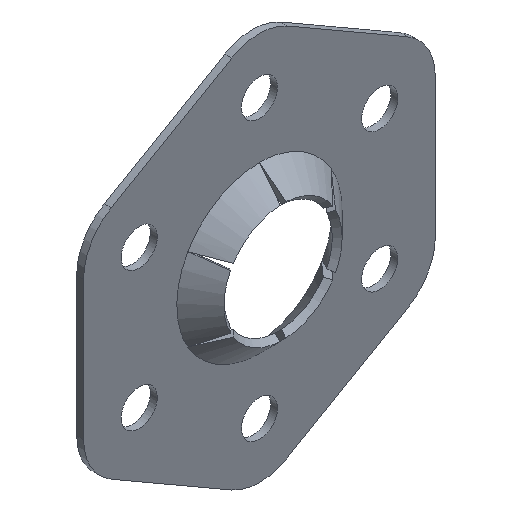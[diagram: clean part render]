
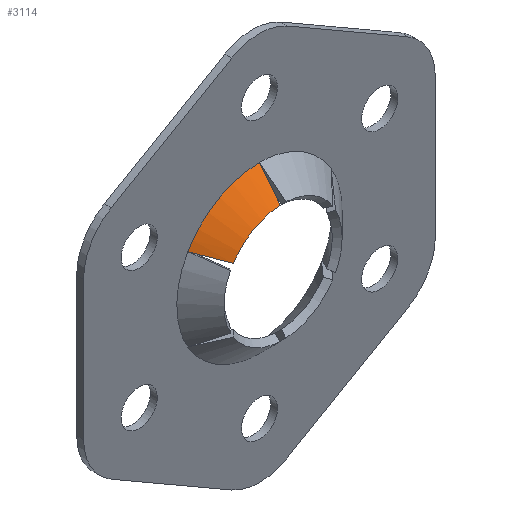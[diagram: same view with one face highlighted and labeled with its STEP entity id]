
A CAD part, isometric view. The second image highlights one B-rep face of the part: STEP entity #3114.
In plain terms, the highlighted free-form (B-spline) face has degree [1, 2] with [2, 3] control points.
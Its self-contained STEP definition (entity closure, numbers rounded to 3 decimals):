
#1867=CARTESIAN_POINT('',(-1.79,-1.1,1.149));
#1868=VERTEX_POINT('',#1867);
#1875=CARTESIAN_POINT('',(-0.1,-1.1,2.124));
#1876=VERTEX_POINT('',#1875);
#1882=CARTESIAN_POINT('',(-0.1,-1.1,2.124));
#1883=CARTESIAN_POINT('',(-0.263,-1.1,2.117));
#1884=CARTESIAN_POINT('',(-0.573,-1.1,2.066));
#1885=CARTESIAN_POINT('',(-0.942,-1.1,1.918));
#1886=CARTESIAN_POINT('',(-1.241,-1.1,1.736));
#1887=CARTESIAN_POINT('',(-1.523,-1.1,1.504));
#1888=CARTESIAN_POINT('',(-1.701,-1.1,1.287));
#1889=CARTESIAN_POINT('',(-1.79,-1.1,1.149));
#1890=B_SPLINE_CURVE_WITH_KNOTS('',3,(#1882,#1883,#1884,#1885,#1886,#1887,#1888,#1889),.UNSPECIFIED.,.F.,.U.,(4,1,1,1,1,4),(0.,0.491,0.934,1.188,1.536,2.027),.UNSPECIFIED.);
#1891=EDGE_CURVE('',#1876,#1868,#1890,.T.);
#2380=CARTESIAN_POINT('',(-2.578,-0.25,1.488));
#2381=VERTEX_POINT('',#2380);
#3010=CARTESIAN_POINT('',(-1.79,-1.1,1.149));
#3011=CARTESIAN_POINT('',(-2.053,-0.817,1.262));
#3012=CARTESIAN_POINT('',(-2.316,-0.534,1.375));
#3013=CARTESIAN_POINT('',(-2.578,-0.25,1.488));
#3014=QUASI_UNIFORM_CURVE('',3,(#3010,#3011,#3012,#3013),.UNSPECIFIED.,.F.,.U.);
#3015=EDGE_CURVE('',#1868,#2381,#3014,.T.);
#3031=CARTESIAN_POINT('',(0.,-0.25,2.977));
#3032=VERTEX_POINT('',#3031);
#3068=CARTESIAN_POINT('',(0.,-0.25,2.977));
#3069=CARTESIAN_POINT('',(-0.033,-0.534,2.693));
#3070=CARTESIAN_POINT('',(-0.067,-0.817,2.409));
#3071=CARTESIAN_POINT('',(-0.1,-1.1,2.124));
#3072=QUASI_UNIFORM_CURVE('',3,(#3068,#3069,#3070,#3071),.UNSPECIFIED.,.F.,.U.);
#3073=EDGE_CURVE('',#3032,#1876,#3072,.T.);
#3082=CARTESIAN_POINT('',(0.018,-1.121,2.105));
#3083=CARTESIAN_POINT('',(0.026,-0.228,2.998));
#3084=CARTESIAN_POINT('',(-1.281,-1.121,2.117));
#3085=CARTESIAN_POINT('',(-1.824,-0.228,3.015));
#3086=CARTESIAN_POINT('',(-1.874,-1.121,0.96));
#3087=CARTESIAN_POINT('',(-2.668,-0.228,1.368));
#3095=(BOUNDED_SURFACE()B_SPLINE_SURFACE(1,2,((#3082,#3084,#3086),(#3083,#3085,#3087)),.UNSPECIFIED.,.F.,.F.,.U.)B_SPLINE_SURFACE_WITH_KNOTS((2,2),(3,3),(0.0,1.0),(0.0,3.403),.UNSPECIFIED.)GEOMETRIC_REPRESENTATION_ITEM()RATIONAL_B_SPLINE_SURFACE(((1.0,0.85,0.997),(1.0,0.85,0.997)))REPRESENTATION_ITEM('')SURFACE());
#3096=ORIENTED_EDGE('',*,*,#3015,.F.);
#3097=ORIENTED_EDGE('',*,*,#1891,.F.);
#3098=ORIENTED_EDGE('',*,*,#3073,.F.);
#3099=CARTESIAN_POINT('',(0.,-0.25,2.977));
#3100=CARTESIAN_POINT('',(-0.162,-0.25,2.977));
#3101=CARTESIAN_POINT('',(-0.487,-0.25,2.95));
#3102=CARTESIAN_POINT('',(-0.953,-0.25,2.833));
#3103=CARTESIAN_POINT('',(-1.335,-0.25,2.67));
#3104=CARTESIAN_POINT('',(-1.671,-0.25,2.472));
#3105=CARTESIAN_POINT('',(-1.976,-0.25,2.24));
#3106=CARTESIAN_POINT('',(-2.301,-0.25,1.91));
#3107=CARTESIAN_POINT('',(-2.489,-0.25,1.643));
#3108=CARTESIAN_POINT('',(-2.578,-0.25,1.488));
#3109=B_SPLINE_CURVE_WITH_KNOTS('',3,(#3099,#3100,#3101,#3102,#3103,#3104,#3105,#3106,#3107,#3108),.UNSPECIFIED.,.F.,.U.,(4,1,1,1,1,1,1,4),(0.,0.487,0.974,1.437,1.729,2.143,2.582,3.117),.UNSPECIFIED.);
#3110=EDGE_CURVE('',#3032,#2381,#3109,.T.);
#3111=ORIENTED_EDGE('',*,*,#3110,.T.);
#3112=EDGE_LOOP('',(#3096,#3097,#3098,#3111));
#3113=FACE_OUTER_BOUND('',#3112,.T.);
#3114=ADVANCED_FACE('',(#3113),#3095,.T.);
